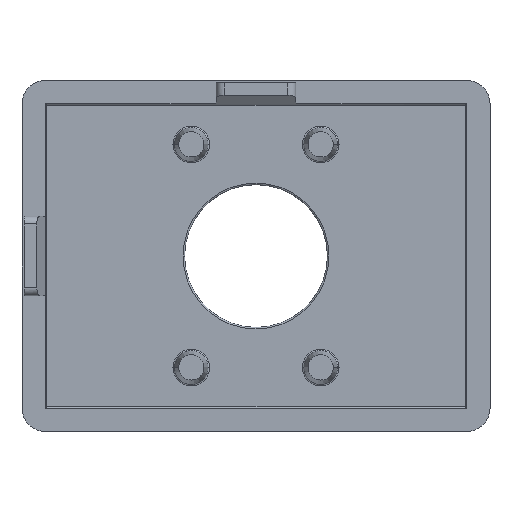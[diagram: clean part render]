
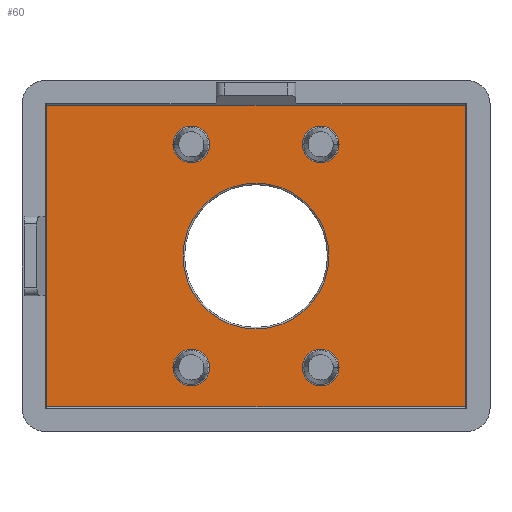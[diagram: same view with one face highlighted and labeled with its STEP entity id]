
A CAD part, top view. The second image highlights one B-rep face of the part: STEP entity #60.
In plain terms, the highlighted planar face has unit normal (0, 0, 1).
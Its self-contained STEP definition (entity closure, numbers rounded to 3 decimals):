
#60=ADVANCED_FACE('NONE',(#148,#149,#150,#151,#152,#153),#154,.T.);
#148=FACE_OUTER_BOUND('',#301,.T.);
#149=FACE_BOUND('',#302,.T.);
#150=FACE_BOUND('',#303,.T.);
#151=FACE_BOUND('',#304,.T.);
#152=FACE_BOUND('',#305,.T.);
#153=FACE_BOUND('',#306,.T.);
#154=PLANE('',#307);
#301=EDGE_LOOP('',(#524,#525,#526,#527));
#302=EDGE_LOOP('',(#528,#529));
#303=EDGE_LOOP('',(#530,#531));
#304=EDGE_LOOP('',(#532,#533));
#305=EDGE_LOOP('',(#534,#535));
#306=EDGE_LOOP('',(#536,#537));
#307=AXIS2_PLACEMENT_3D('',#538,#539,#540);
#524=ORIENTED_EDGE('',*,*,#1017,.T.);
#525=ORIENTED_EDGE('',*,*,#1018,.T.);
#526=ORIENTED_EDGE('',*,*,#1019,.T.);
#527=ORIENTED_EDGE('',*,*,#1020,.T.);
#528=ORIENTED_EDGE('',*,*,#983,.T.);
#529=ORIENTED_EDGE('',*,*,#1021,.T.);
#530=ORIENTED_EDGE('',*,*,#979,.T.);
#531=ORIENTED_EDGE('',*,*,#1022,.T.);
#532=ORIENTED_EDGE('',*,*,#1023,.T.);
#533=ORIENTED_EDGE('',*,*,#973,.T.);
#534=ORIENTED_EDGE('',*,*,#971,.T.);
#535=ORIENTED_EDGE('',*,*,#1024,.T.);
#536=ORIENTED_EDGE('',*,*,#967,.T.);
#537=ORIENTED_EDGE('',*,*,#1025,.T.);
#538=CARTESIAN_POINT('',(-27.0,19.5,3.0));
#539=DIRECTION('',(-0.0,0.0,1.0));
#540=DIRECTION('',(1.0,0.0,0.0));
#967=EDGE_CURVE('NONE',#1130,#1128,#1131,.T.);
#971=EDGE_CURVE('NONE',#1138,#1136,#1139,.T.);
#973=EDGE_CURVE('NONE',#1141,#1142,#1143,.T.);
#979=EDGE_CURVE('NONE',#1154,#1152,#1155,.T.);
#983=EDGE_CURVE('NONE',#1162,#1160,#1163,.T.);
#1017=EDGE_CURVE('NONE',#1215,#1216,#1217,.T.);
#1018=EDGE_CURVE('NONE',#1216,#1218,#1219,.T.);
#1019=EDGE_CURVE('NONE',#1218,#1220,#1221,.T.);
#1020=EDGE_CURVE('NONE',#1220,#1215,#1222,.T.);
#1021=EDGE_CURVE('NONE',#1160,#1162,#1223,.T.);
#1022=EDGE_CURVE('NONE',#1152,#1154,#1224,.T.);
#1023=EDGE_CURVE('NONE',#1142,#1141,#1225,.T.);
#1024=EDGE_CURVE('NONE',#1136,#1138,#1226,.T.);
#1025=EDGE_CURVE('NONE',#1128,#1130,#1227,.T.);
#1128=VERTEX_POINT('NONE',#1382);
#1130=VERTEX_POINT('NONE',#1384);
#1131=CIRCLE('',#1385,2.35);
#1136=VERTEX_POINT('NONE',#1390);
#1138=VERTEX_POINT('NONE',#1392);
#1139=CIRCLE('',#1393,2.35);
#1141=VERTEX_POINT('NONE',#1395);
#1142=VERTEX_POINT('NONE',#1396);
#1143=CIRCLE('',#1397,9.35);
#1152=VERTEX_POINT('NONE',#1406);
#1154=VERTEX_POINT('NONE',#1408);
#1155=CIRCLE('',#1409,2.35);
#1160=VERTEX_POINT('NONE',#1414);
#1162=VERTEX_POINT('NONE',#1416);
#1163=CIRCLE('',#1417,2.35);
#1215=VERTEX_POINT('NONE',#1487);
#1216=VERTEX_POINT('NONE',#1488);
#1217=LINE('',#1489,#1490);
#1218=VERTEX_POINT('NONE',#1491);
#1219=LINE('',#1492,#1493);
#1220=VERTEX_POINT('NONE',#1494);
#1221=LINE('',#1495,#1496);
#1222=LINE('',#1497,#1498);
#1223=CIRCLE('',#1499,2.35);
#1224=CIRCLE('',#1500,2.35);
#1225=CIRCLE('',#1501,9.35);
#1226=CIRCLE('',#1502,2.35);
#1227=CIRCLE('',#1503,2.35);
#1382=CARTESIAN_POINT('',(5.95,-14.3,3.0));
#1384=CARTESIAN_POINT('',(10.65,-14.3,3.0));
#1385=AXIS2_PLACEMENT_3D('',#1803,#1804,#1805);
#1390=CARTESIAN_POINT('',(-10.65,14.3,3.0));
#1392=CARTESIAN_POINT('',(-5.95,14.3,3.0));
#1393=AXIS2_PLACEMENT_3D('',#1815,#1816,#1817);
#1395=CARTESIAN_POINT('',(-9.35,0.,3.0));
#1396=CARTESIAN_POINT('',(9.35,0.0,3.0));
#1397=AXIS2_PLACEMENT_3D('',#1821,#1822,#1823);
#1406=CARTESIAN_POINT('',(5.95,14.3,3.0));
#1408=CARTESIAN_POINT('',(10.65,14.3,3.0));
#1409=AXIS2_PLACEMENT_3D('',#1839,#1840,#1841);
#1414=CARTESIAN_POINT('',(-10.65,-14.3,3.0));
#1416=CARTESIAN_POINT('',(-5.95,-14.3,3.0));
#1417=AXIS2_PLACEMENT_3D('',#1851,#1852,#1853);
#1487=CARTESIAN_POINT('',(26.8,-19.3,3.0));
#1488=CARTESIAN_POINT('',(26.8,19.3,3.0));
#1489=CARTESIAN_POINT('',(26.8,19.5,3.0));
#1490=VECTOR('',#1917,1000.0);
#1491=CARTESIAN_POINT('',(-26.8,19.3,3.0));
#1492=CARTESIAN_POINT('',(-27.0,19.3,3.0));
#1493=VECTOR('',#1918,1000.0);
#1494=CARTESIAN_POINT('',(-26.8,-19.3,3.0));
#1495=CARTESIAN_POINT('',(-26.8,19.5,3.0));
#1496=VECTOR('',#1919,1000.0);
#1497=CARTESIAN_POINT('',(-27.0,-19.3,3.0));
#1498=VECTOR('',#1920,1000.0);
#1499=AXIS2_PLACEMENT_3D('',#1921,#1922,#1923);
#1500=AXIS2_PLACEMENT_3D('',#1924,#1925,#1926);
#1501=AXIS2_PLACEMENT_3D('',#1927,#1928,#1929);
#1502=AXIS2_PLACEMENT_3D('',#1930,#1931,#1932);
#1503=AXIS2_PLACEMENT_3D('',#1933,#1934,#1935);
#1803=CARTESIAN_POINT('',(8.3,-14.3,3.0));
#1804=DIRECTION('',(0.0,0.0,-1.0));
#1805=DIRECTION('',(1.0,0.0,0.0));
#1815=CARTESIAN_POINT('',(-8.3,14.3,3.0));
#1816=DIRECTION('',(0.0,0.0,-1.0));
#1817=DIRECTION('',(1.0,0.0,0.0));
#1821=CARTESIAN_POINT('',(0.0,0.0,3.0));
#1822=DIRECTION('',(0.0,0.0,-1.0));
#1823=DIRECTION('',(1.0,0.0,0.0));
#1839=CARTESIAN_POINT('',(8.3,14.3,3.0));
#1840=DIRECTION('',(0.0,0.0,-1.0));
#1841=DIRECTION('',(1.0,0.0,0.0));
#1851=CARTESIAN_POINT('',(-8.3,-14.3,3.0));
#1852=DIRECTION('',(0.0,0.0,-1.0));
#1853=DIRECTION('',(1.0,0.0,0.0));
#1917=DIRECTION('',(0.0,1.0,-0.0));
#1918=DIRECTION('',(-1.0,0.0,-0.0));
#1919=DIRECTION('',(0.,-1.0,0.0));
#1920=DIRECTION('',(1.0,0.,0.0));
#1921=CARTESIAN_POINT('',(-8.3,-14.3,3.0));
#1922=DIRECTION('',(0.0,0.0,-1.0));
#1923=DIRECTION('',(1.0,0.0,0.0));
#1924=CARTESIAN_POINT('',(8.3,14.3,3.0));
#1925=DIRECTION('',(0.0,0.0,-1.0));
#1926=DIRECTION('',(1.0,0.0,0.0));
#1927=CARTESIAN_POINT('',(0.0,0.0,3.0));
#1928=DIRECTION('',(0.0,0.0,-1.0));
#1929=DIRECTION('',(1.0,0.0,0.0));
#1930=CARTESIAN_POINT('',(-8.3,14.3,3.0));
#1931=DIRECTION('',(0.0,0.0,-1.0));
#1932=DIRECTION('',(1.0,0.0,0.0));
#1933=CARTESIAN_POINT('',(8.3,-14.3,3.0));
#1934=DIRECTION('',(0.0,0.0,-1.0));
#1935=DIRECTION('',(1.0,0.0,0.0));
